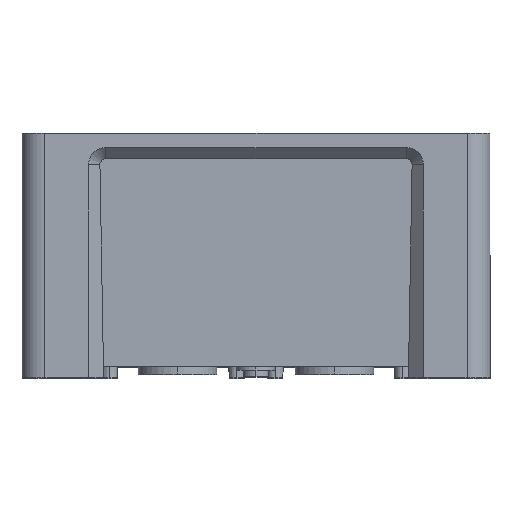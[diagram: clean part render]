
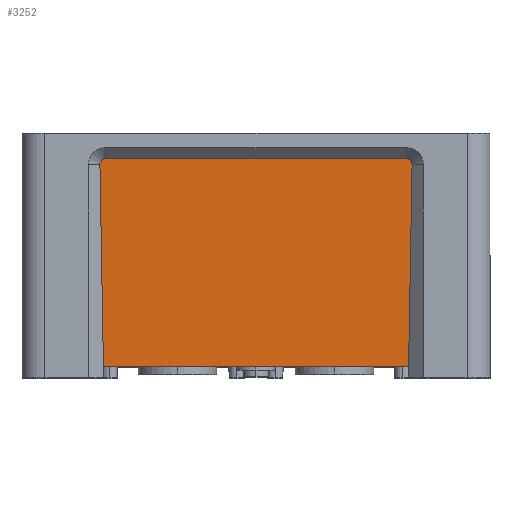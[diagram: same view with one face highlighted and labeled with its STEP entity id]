
A CAD part, top view. The second image highlights one B-rep face of the part: STEP entity #3252.
In plain terms, the highlighted planar face has unit normal (0, -0.018, 1).
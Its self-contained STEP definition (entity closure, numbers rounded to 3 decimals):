
#1891 = VERTEX_POINT ( 'NONE', #13253 ) ;
#1939 = EDGE_CURVE ( 'NONE', #1891, #1966, #13312, .T. ) ;
#1966 = VERTEX_POINT ( 'NONE', #13383 ) ;
#3229 = ORIENTED_EDGE ( 'NONE', *, *, #3230, .F. ) ;
#3230 = EDGE_CURVE ( 'NONE', #3231, #3257, #15811, .T. ) ;
#3231 = VERTEX_POINT ( 'NONE', #15813 ) ;
#3232 = ORIENTED_EDGE ( 'NONE', *, *, #3233, .F. ) ;
#3233 = EDGE_CURVE ( 'NONE', #3234, #3231, #15812, .T. ) ;
#3234 = VERTEX_POINT ( 'NONE', #15847 ) ;
#3235 = ORIENTED_EDGE ( 'NONE', *, *, #3236, .F. ) ;
#3236 = EDGE_CURVE ( 'NONE', #3237, #3234, #15844, .T. ) ;
#3237 = VERTEX_POINT ( 'NONE', #15846 ) ;
#3238 = ORIENTED_EDGE ( 'NONE', *, *, #3239, .T. ) ;
#3239 = EDGE_CURVE ( 'NONE', #3237, #1891, #15845, .T. ) ;
#3252 = ADVANCED_FACE ( 'NONE', ( #15871 ), #15870, .T. ) ;
#3253 = EDGE_LOOP ( 'NONE', ( #3254, #3255, #3229, #3232, #3235, #3238 ) ) ;
#3254 = ORIENTED_EDGE ( 'NONE', *, *, #1939, .T. ) ;
#3255 = ORIENTED_EDGE ( 'NONE', *, *, #3256, .F. ) ;
#3256 = EDGE_CURVE ( 'NONE', #3257, #1966, #15865, .T. ) ;
#3257 = VERTEX_POINT ( 'NONE', #15861 ) ;
#13253 = CARTESIAN_POINT ( 'NONE',  ( -39.837, -60.9, 89.737 ) ) ;
#13309 = DIRECTION ( 'NONE',  ( 1., 0., 0. ) ) ;
#13310 = VECTOR ( 'NONE', #13309, 1000. ) ;
#13311 = CARTESIAN_POINT ( 'NONE',  ( -61.1, -60.9, 89.737 ) ) ;
#13312 = LINE ( 'NONE', #13311, #13310 ) ;
#13383 = CARTESIAN_POINT ( 'NONE',  ( 39.837, -60.9, 89.737 ) ) ;
#15804 = DIRECTION ( 'NONE',  ( 1., 0., 0. ) ) ;
#15805 = VECTOR ( 'NONE', #15804, 1000. ) ;
#15806 = CARTESIAN_POINT ( 'NONE',  ( -39.2, -6.717, 90.683 ) ) ;
#15807 = CARTESIAN_POINT ( 'NONE',  ( 40.755, -8.3, 90.655 ) ) ;
#15808 = CARTESIAN_POINT ( 'NONE',  ( 40.771, -7.376, 90.671 ) ) ;
#15809 = CARTESIAN_POINT ( 'NONE',  ( 40.124, -6.717, 90.683 ) ) ;
#15810 = CARTESIAN_POINT ( 'NONE',  ( 39.2, -6.717, 90.683 ) ) ;
#15811 =( BOUNDED_CURVE ( )  B_SPLINE_CURVE ( 3, ( #15810, #15809, #15808, #15807 ),
 .UNSPECIFIED., .F., .T. ) 
 B_SPLINE_CURVE_WITH_KNOTS ( ( 4, 4 ),
 ( 0., 1.588 ),
 .UNSPECIFIED. ) 
 CURVE ( )  GEOMETRIC_REPRESENTATION_ITEM ( )  RATIONAL_B_SPLINE_CURVE ( ( 1., 0.801, 0.801, 1. ) ) 
 REPRESENTATION_ITEM ( '' )  );
#15812 = LINE ( 'NONE', #15806, #15805 ) ;
#15813 = CARTESIAN_POINT ( 'NONE',  ( 39.2, -6.717, 90.683 ) ) ;
#15837 = DIRECTION ( 'NONE',  ( 0.017, -1., -0.017 ) ) ;
#15838 = VECTOR ( 'NONE', #15837, 1000. ) ;
#15839 = CARTESIAN_POINT ( 'NONE',  ( -40.757, -8.197, 90.657 ) ) ;
#15840 = CARTESIAN_POINT ( 'NONE',  ( -39.2, -6.717, 90.683 ) ) ;
#15841 = CARTESIAN_POINT ( 'NONE',  ( -40.124, -6.717, 90.683 ) ) ;
#15842 = CARTESIAN_POINT ( 'NONE',  ( -40.771, -7.376, 90.671 ) ) ;
#15843 = CARTESIAN_POINT ( 'NONE',  ( -40.755, -8.3, 90.655 ) ) ;
#15844 =( BOUNDED_CURVE ( )  B_SPLINE_CURVE ( 3, ( #15843, #15842, #15841, #15840 ),
 .UNSPECIFIED., .F., .T. ) 
 B_SPLINE_CURVE_WITH_KNOTS ( ( 4, 4 ),
 ( 4.695, 6.283 ),
 .UNSPECIFIED. ) 
 CURVE ( )  GEOMETRIC_REPRESENTATION_ITEM ( )  RATIONAL_B_SPLINE_CURVE ( ( 1., 0.801, 0.801, 1. ) ) 
 REPRESENTATION_ITEM ( '' )  );
#15845 = LINE ( 'NONE', #15839, #15838 ) ;
#15846 = CARTESIAN_POINT ( 'NONE',  ( -40.755, -8.3, 90.655 ) ) ;
#15847 = CARTESIAN_POINT ( 'NONE',  ( -39.2, -6.717, 90.683 ) ) ;
#15861 = CARTESIAN_POINT ( 'NONE',  ( 40.755, -8.3, 90.655 ) ) ;
#15862 = DIRECTION ( 'NONE',  ( -0.017, -1., -0.017 ) ) ;
#15863 = VECTOR ( 'NONE', #15862, 1000. ) ;
#15864 = CARTESIAN_POINT ( 'NONE',  ( 40.757, -8.197, 90.657 ) ) ;
#15865 = LINE ( 'NONE', #15864, #15863 ) ;
#15866 = DIRECTION ( 'NONE',  ( 0., -1., -0.017 ) ) ;
#15867 = DIRECTION ( 'NONE',  ( 0., -0.017, 1. ) ) ;
#15868 = CARTESIAN_POINT ( 'NONE',  ( -61.1, 0., 90.8 ) ) ;
#15869 = AXIS2_PLACEMENT_3D ( 'NONE', #15868, #15867, #15866 ) ;
#15870 = PLANE ( 'NONE',  #15869 ) ;
#15871 = FACE_OUTER_BOUND ( 'NONE', #3253, .T. ) ;
